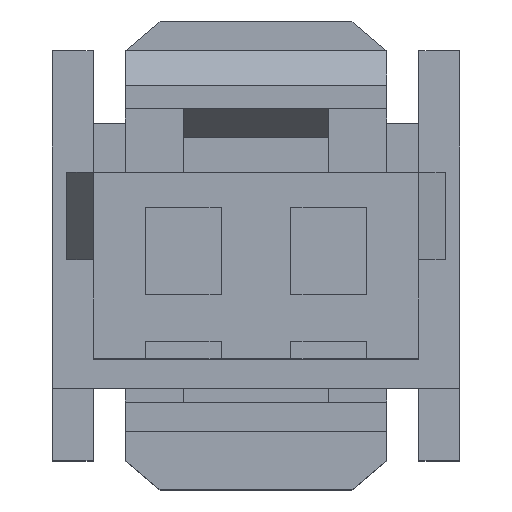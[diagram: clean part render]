
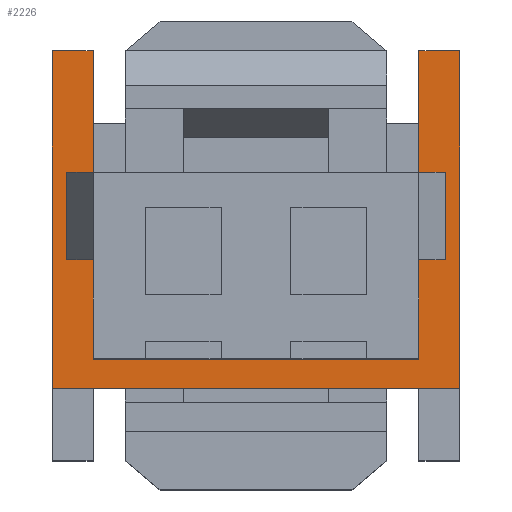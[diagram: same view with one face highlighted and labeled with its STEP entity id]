
A CAD part, top view. The second image highlights one B-rep face of the part: STEP entity #2226.
In plain terms, the highlighted planar face has unit normal (0, 0, 1).
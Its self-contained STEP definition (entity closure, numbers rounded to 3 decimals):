
#243 = LINE ( 'NONE', #1589, #244 ) ;
#244 = VECTOR ( 'NONE', #1590, 1000. ) ;
#247 = LINE ( 'NONE', #1593, #248 ) ;
#248 = VECTOR ( 'NONE', #1594, 1000. ) ;
#253 = LINE ( 'NONE', #1627, #254 ) ;
#254 = VECTOR ( 'NONE', #1603, 1000. ) ;
#271 = LINE ( 'NONE', #1636, #272 ) ;
#272 = VECTOR ( 'NONE', #1635, 1000. ) ;
#273 = LINE ( 'NONE', #1653, #274 ) ;
#274 = VECTOR ( 'NONE', #1641, 1000. ) ;
#279 = LINE ( 'NONE', #1651, #280 ) ;
#280 = VECTOR ( 'NONE', #1650, 1000. ) ;
#329 = LINE ( 'NONE', #2081, #330 ) ;
#330 = VECTOR ( 'NONE', #2093, 1000. ) ;
#347 = LINE ( 'NONE', #2063, #348 ) ;
#348 = VECTOR ( 'NONE', #2066, 1000. ) ;
#355 = LINE ( 'NONE', #2083, #356 ) ;
#356 = VECTOR ( 'NONE', #2100, 1000. ) ;
#387 = LINE ( 'NONE', #1956, #388 ) ;
#388 = VECTOR ( 'NONE', #1954, 1000. ) ;
#452 = FACE_OUTER_BOUND ( 'NONE', #2352, .T. ) ;
#716 = AXIS2_PLACEMENT_3D ( 'NONE', #2500, #2497, #2498 ) ;
#932 = EDGE_CURVE ( 'NONE', #1454, #1498, #243, .T. ) ;
#934 = EDGE_CURVE ( 'NONE', #1498, #1464, #247, .T. ) ;
#937 = EDGE_CURVE ( 'NONE', #1460, #1454, #253, .T. ) ;
#946 = EDGE_CURVE ( 'NONE', #1492, #1496, #271, .T. ) ;
#947 = EDGE_CURVE ( 'NONE', #1464, #1512, #273, .T. ) ;
#950 = EDGE_CURVE ( 'NONE', #1466, #1492, #279, .T. ) ;
#975 = EDGE_CURVE ( 'NONE', #1512, #1466, #329, .T. ) ;
#984 = EDGE_CURVE ( 'NONE', #1460, #1511, #347, .T. ) ;
#988 = EDGE_CURVE ( 'NONE', #1511, #1509, #355, .T. ) ;
#1004 = EDGE_CURVE ( 'NONE', #1509, #1496, #387, .T. ) ;
#1041 = ORIENTED_EDGE ( 'NONE', *, *, #988, .T. ) ;
#1042 = ORIENTED_EDGE ( 'NONE', *, *, #1004, .T. ) ;
#1043 = ORIENTED_EDGE ( 'NONE', *, *, #946, .F. ) ;
#1044 = ORIENTED_EDGE ( 'NONE', *, *, #950, .F. ) ;
#1045 = ORIENTED_EDGE ( 'NONE', *, *, #975, .F. ) ;
#1046 = ORIENTED_EDGE ( 'NONE', *, *, #947, .F. ) ;
#1047 = ORIENTED_EDGE ( 'NONE', *, *, #934, .F. ) ;
#1048 = ORIENTED_EDGE ( 'NONE', *, *, #932, .F. ) ;
#1049 = ORIENTED_EDGE ( 'NONE', *, *, #937, .F. ) ;
#1050 = ORIENTED_EDGE ( 'NONE', *, *, #984, .T. ) ;
#1454 = VERTEX_POINT ( 'NONE', #2120 ) ;
#1460 = VERTEX_POINT ( 'NONE', #2125 ) ;
#1464 = VERTEX_POINT ( 'NONE', #2131 ) ;
#1466 = VERTEX_POINT ( 'NONE', #2129 ) ;
#1492 = VERTEX_POINT ( 'NONE', #2582 ) ;
#1496 = VERTEX_POINT ( 'NONE', #2518 ) ;
#1498 = VERTEX_POINT ( 'NONE', #2655 ) ;
#1509 = VERTEX_POINT ( 'NONE', #2459 ) ;
#1511 = VERTEX_POINT ( 'NONE', #2420 ) ;
#1512 = VERTEX_POINT ( 'NONE', #2417 ) ;
#1589 = CARTESIAN_POINT ( 'NONE',  ( 2.8, 3.7, -6.5 ) ) ;
#1590 = DIRECTION ( 'NONE',  ( 1., 0., 0. ) ) ;
#1593 = CARTESIAN_POINT ( 'NONE',  ( 3.5, 3.7, -6.5 ) ) ;
#1594 = DIRECTION ( 'NONE',  ( 0., -1., 0. ) ) ;
#1603 = DIRECTION ( 'NONE',  ( 0., 1., 0. ) ) ;
#1627 = CARTESIAN_POINT ( 'NONE',  ( 2.8, 1.6, -6.5 ) ) ;
#1635 = DIRECTION ( 'NONE',  ( 0., -1., 0. ) ) ;
#1636 = CARTESIAN_POINT ( 'NONE',  ( -2.8, 1.6, -6.5 ) ) ;
#1641 = DIRECTION ( 'NONE',  ( -1., 0., 0. ) ) ;
#1650 = DIRECTION ( 'NONE',  ( 1., 0., 0. ) ) ;
#1651 = CARTESIAN_POINT ( 'NONE',  ( -3.5, 3.7, -6.5 ) ) ;
#1653 = CARTESIAN_POINT ( 'NONE',  ( -3.5, -2.1, -6.5 ) ) ;
#1954 = DIRECTION ( 'NONE',  ( 0., 1., 0. ) ) ;
#1956 = CARTESIAN_POINT ( 'NONE',  ( -2.8, 1.6, -6.5 ) ) ;
#2063 = CARTESIAN_POINT ( 'NONE',  ( 2.8, 1.6, -6.5 ) ) ;
#2066 = DIRECTION ( 'NONE',  ( 0., -1., 0. ) ) ;
#2081 = CARTESIAN_POINT ( 'NONE',  ( -3.5, 3.7, -6.5 ) ) ;
#2083 = CARTESIAN_POINT ( 'NONE',  ( -2.8, -1.6, -6.5 ) ) ;
#2093 = DIRECTION ( 'NONE',  ( 0., 1., 0. ) ) ;
#2100 = DIRECTION ( 'NONE',  ( -1., 0., 0. ) ) ;
#2120 = CARTESIAN_POINT ( 'NONE',  ( 2.8, 3.7, -6.5 ) ) ;
#2125 = CARTESIAN_POINT ( 'NONE',  ( 2.8, 1.6, -6.5 ) ) ;
#2129 = CARTESIAN_POINT ( 'NONE',  ( -3.5, 3.7, -6.5 ) ) ;
#2131 = CARTESIAN_POINT ( 'NONE',  ( 3.5, -2.1, -6.5 ) ) ;
#2226 = ADVANCED_FACE ( 'NONE', ( #452 ), #2499, .T. ) ;
#2352 = EDGE_LOOP ( 'NONE', ( #1041, #1042, #1043, #1044, #1045, #1046, #1047, #1048, #1049, #1050 ) ) ;
#2417 = CARTESIAN_POINT ( 'NONE',  ( -3.5, -2.1, -6.5 ) ) ;
#2420 = CARTESIAN_POINT ( 'NONE',  ( 2.8, -1.6, -6.5 ) ) ;
#2459 = CARTESIAN_POINT ( 'NONE',  ( -2.8, -1.6, -6.5 ) ) ;
#2497 = DIRECTION ( 'NONE',  ( 0., 0., 1. ) ) ;
#2498 = DIRECTION ( 'NONE',  ( 1., 0., 0. ) ) ;
#2499 = PLANE ( 'NONE',  #716 ) ;
#2500 = CARTESIAN_POINT ( 'NONE',  ( -3.5, -2.1, -6.5 ) ) ;
#2518 = CARTESIAN_POINT ( 'NONE',  ( -2.8, 1.6, -6.5 ) ) ;
#2582 = CARTESIAN_POINT ( 'NONE',  ( -2.8, 3.7, -6.5 ) ) ;
#2655 = CARTESIAN_POINT ( 'NONE',  ( 3.5, 3.7, -6.5 ) ) ;
